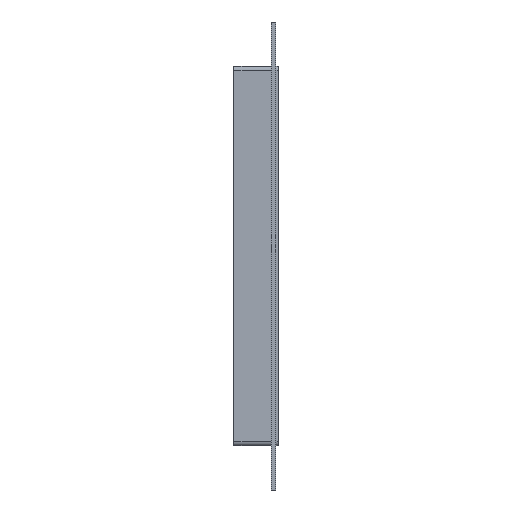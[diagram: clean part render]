
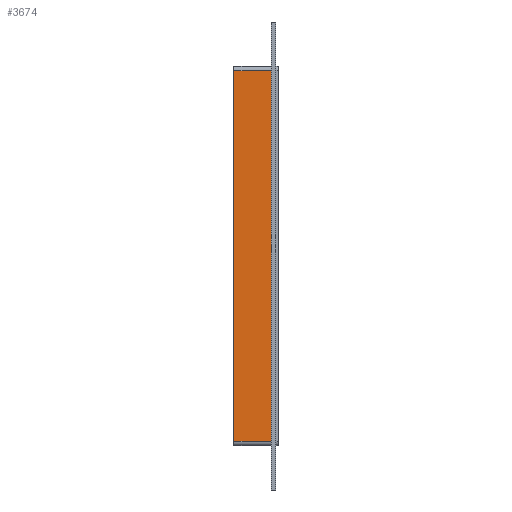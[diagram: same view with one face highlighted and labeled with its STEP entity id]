
A CAD part, left-side view. The second image highlights one B-rep face of the part: STEP entity #3674.
In plain terms, the highlighted planar face has unit normal (-1, 0, 0).
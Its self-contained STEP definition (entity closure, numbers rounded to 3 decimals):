
#1592=CARTESIAN_POINT('',(-327.25,57.0,-251.25));
#1593=VERTEX_POINT('',#1592);
#1601=CARTESIAN_POINT('',(-327.25,57.0,251.25));
#1602=VERTEX_POINT('',#1601);
#1603=CARTESIAN_POINT('',(-327.25,57.0,-251.25));
#1604=DIRECTION('',(0.0,0.0,1.0));
#1605=VECTOR('',#1604,502.5);
#1606=LINE('',#1603,#1605);
#1607=EDGE_CURVE('',#1593,#1602,#1606,.T.);
#3095=CARTESIAN_POINT('',(-327.25,6.,-251.25));
#3096=VERTEX_POINT('',#3095);
#3146=CARTESIAN_POINT('',(-327.25,6.,251.25));
#3147=VERTEX_POINT('',#3146);
#3155=CARTESIAN_POINT('',(-327.25,6.,-251.25));
#3156=DIRECTION('',(0.0,0.0,1.0));
#3157=VECTOR('',#3156,502.5);
#3158=LINE('',#3155,#3157);
#3159=EDGE_CURVE('',#3096,#3147,#3158,.T.);
#3647=CARTESIAN_POINT('',(-327.25,6.,-251.25));
#3648=DIRECTION('',(0.0,1.0,0.0));
#3649=VECTOR('',#3648,51.0);
#3650=LINE('',#3647,#3649);
#3651=EDGE_CURVE('',#3096,#1593,#3650,.T.);
#3658=CARTESIAN_POINT('',(-327.25,0.0,-257.25));
#3659=DIRECTION('',(-1.0,0.0,0.0));
#3660=DIRECTION('',(0.0,0.0,1.0));
#3661=AXIS2_PLACEMENT_3D('',#3658,#3659,#3660);
#3662=PLANE('',#3661);
#3663=ORIENTED_EDGE('',*,*,#3159,.T.);
#3664=CARTESIAN_POINT('',(-327.25,57.0,251.25));
#3665=DIRECTION('',(0.0,-1.0,0.0));
#3666=VECTOR('',#3665,51.0);
#3667=LINE('',#3664,#3666);
#3668=EDGE_CURVE('',#1602,#3147,#3667,.T.);
#3669=ORIENTED_EDGE('',*,*,#3668,.F.);
#3670=ORIENTED_EDGE('',*,*,#1607,.F.);
#3671=ORIENTED_EDGE('',*,*,#3651,.F.);
#3672=EDGE_LOOP('',(#3663,#3669,#3670,#3671));
#3673=FACE_OUTER_BOUND('',#3672,.T.);
#3674=ADVANCED_FACE('',(#3673),#3662,.T.);
